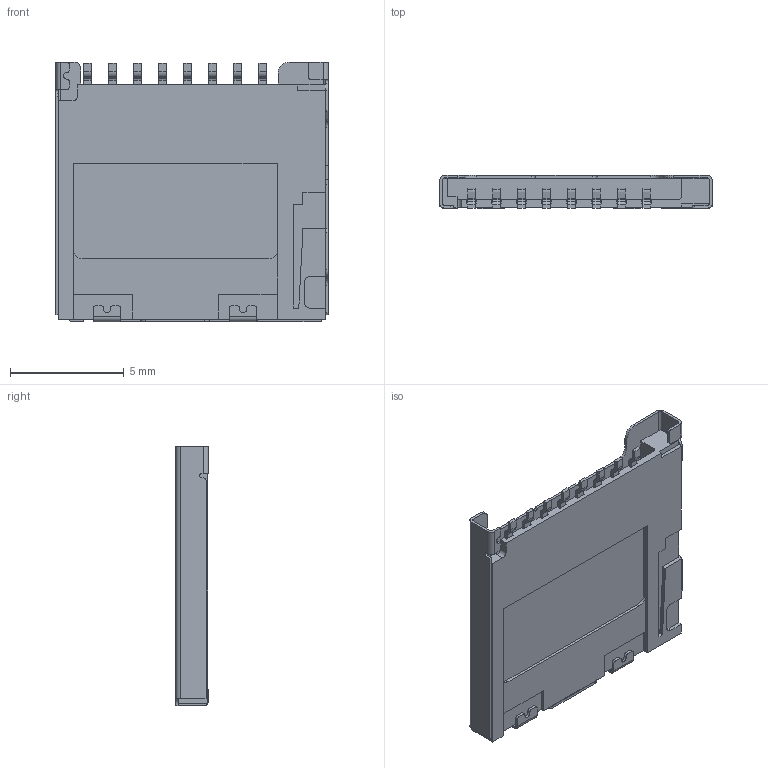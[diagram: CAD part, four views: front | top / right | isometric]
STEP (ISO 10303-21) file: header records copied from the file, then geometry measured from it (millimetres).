
FILE_DESCRIPTION (( 'STEP AP203' ), '1' );
FILE_NAME ('SD Card Slot- RPi4ModelB.STEP_Predeterminado_sldprt.STEP', '2022-06-23T14:46:22', ( '' ), ( '' ), 'SwSTEP 2.0', 'SolidWorks 2020', '' );
FILE_SCHEMA (( 'CONFIG_CONTROL_DESIGN' ));
Length unit declared in the file: millimetre
Products named in the file (1): SD Card Slot- RPi4ModelB.STEP_Predeterminado_sldprt
Bounding box: 11.95 x 1.45 x 11.4 mm (x, y, z)
Volume: 85.4 mm3; surface area: 690 mm2
Topology: 10 solids, 10 shells, 479 faces, 1375 edges, 916 vertices
Faces by surface type: plane 287, cylinder 192
Entity records: 15821 total; most frequent: CARTESIAN_POINT 2771, ORIENTED_EDGE 2750, DIRECTION 2720, EDGE_CURVE 1375, LINE 990, VECTOR 990, VERTEX_POINT 916, AXIS2_PLACEMENT_3D 865
